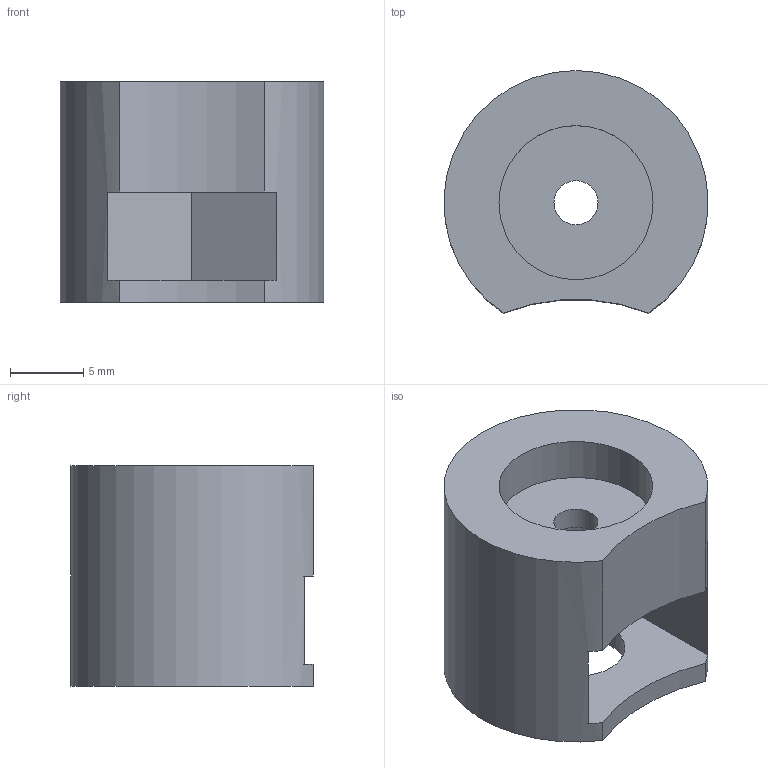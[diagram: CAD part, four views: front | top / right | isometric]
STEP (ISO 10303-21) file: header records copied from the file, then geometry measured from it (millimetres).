
FILE_DESCRIPTION(/* description */ (''),/* implementation_level */ '2;1');
FILE_NAME(/* name */ 'MouseGoggles 1.0mono 0.25-20AdapterV1 v3.step',/* time_stamp */ '2024-01-22T06:29:43-05:00',/* author */ (''),/* organization */ (''),/* preprocessor_version */ 'ST-DEVELOPER v20',/* originating_system */ 'Autodesk Translation Framework v12.14.0.127',/* authorisation */ '');
FILE_SCHEMA (('AUTOMOTIVE_DESIGN { 1 0 10303 214 3 1 1 }'));
Length unit declared in the file: millimetre
Products named in the file (1): MouseGoggles 1.0mono 0.25-20AdapterV1
Bounding box: 17.99 x 16.52 x 15 mm (x, y, z)
Volume: 2323.6 mm3; surface area: 1847 mm2
Topology: 1 solids, 1 shells, 17 faces, 39 edges, 26 vertices
Faces by surface type: plane 10, cylinder 7
Full cylindrical faces by diameter (mm): 3 x1, 6.7 x2, 10.5 x1
Entity records: 532 total; most frequent: DIRECTION 93, CARTESIAN_POINT 83, ORIENTED_EDGE 78, EDGE_CURVE 39, AXIS2_PLACEMENT_3D 36, VERTEX_POINT 26, EDGE_LOOP 23, LINE 21
